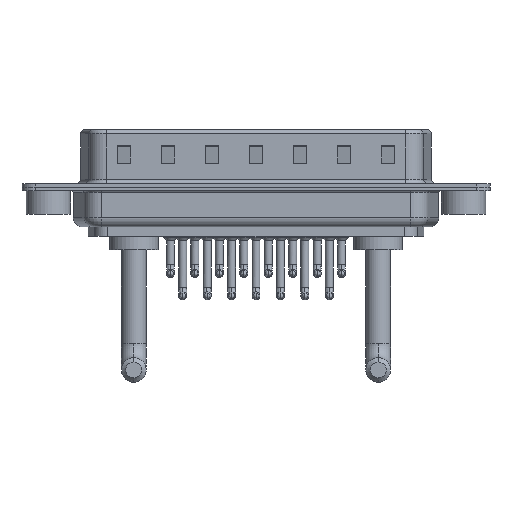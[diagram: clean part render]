
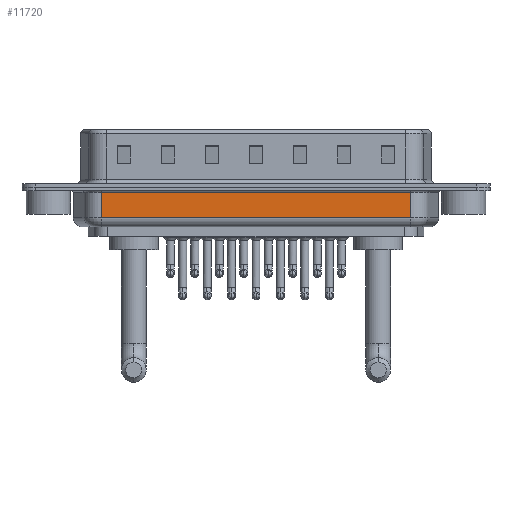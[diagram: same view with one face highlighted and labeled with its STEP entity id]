
A CAD part, front view. The second image highlights one B-rep face of the part: STEP entity #11720.
In plain terms, the highlighted planar face has unit normal (0, -1, 0).
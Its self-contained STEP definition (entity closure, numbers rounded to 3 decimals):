
#20 = EDGE_LOOP ( 'NONE', ( #20090, #11890, #12458, #2291 ) ) ;
#438 = VERTEX_POINT ( 'NONE', #11707 ) ;
#513 = DIRECTION ( 'NONE',  ( 0., 0., 1. ) ) ;
#686 = CARTESIAN_POINT ( 'NONE',  ( 41.044, -5.35, -0.65 ) ) ;
#2138 = FACE_OUTER_BOUND ( 'NONE', #20, .T. ) ;
#2291 = ORIENTED_EDGE ( 'NONE', *, *, #20219, .T. ) ;
#3527 = LINE ( 'NONE', #21517, #16689 ) ;
#3636 = DIRECTION ( 'NONE',  ( 0., 0., 1. ) ) ;
#4016 = DIRECTION ( 'NONE',  ( -1., 0., 0. ) ) ;
#4331 = CARTESIAN_POINT ( 'NONE',  ( 41.044, -5.35, -3.5 ) ) ;
#5077 = VERTEX_POINT ( 'NONE', #23043 ) ;
#5403 = DIRECTION ( 'NONE',  ( 0., 0., 1. ) ) ;
#5515 = CARTESIAN_POINT ( 'NONE',  ( 6.006, -5.35, -4.5 ) ) ;
#6402 = DIRECTION ( 'NONE',  ( 0., 1., 0. ) ) ;
#7147 = LINE ( 'NONE', #9145, #7482 ) ;
#7482 = VECTOR ( 'NONE', #5403, 1000. ) ;
#7611 = VERTEX_POINT ( 'NONE', #686 ) ;
#8792 = AXIS2_PLACEMENT_3D ( 'NONE', #15889, #6402, #513 ) ;
#9145 = CARTESIAN_POINT ( 'NONE',  ( 41.044, -5.35, -4.5 ) ) ;
#9416 = DIRECTION ( 'NONE',  ( 1., 0., 0. ) ) ;
#9652 = LINE ( 'NONE', #19065, #18459 ) ;
#10816 = VERTEX_POINT ( 'NONE', #4331 ) ;
#11707 = CARTESIAN_POINT ( 'NONE',  ( 6.006, -5.35, -3.5 ) ) ;
#11720 = ADVANCED_FACE ( 'NONE', ( #2138 ), #21297, .F. ) ;
#11890 = ORIENTED_EDGE ( 'NONE', *, *, #12928, .T. ) ;
#12458 = ORIENTED_EDGE ( 'NONE', *, *, #20131, .T. ) ;
#12928 = EDGE_CURVE ( 'NONE', #438, #10816, #9652, .T. ) ;
#15889 = CARTESIAN_POINT ( 'NONE',  ( 6.006, -5.35, -4.5 ) ) ;
#16689 = VECTOR ( 'NONE', #4016, 1000. ) ;
#18459 = VECTOR ( 'NONE', #9416, 1000. ) ;
#19065 = CARTESIAN_POINT ( 'NONE',  ( 6.006, -5.35, -3.5 ) ) ;
#19150 = LINE ( 'NONE', #5515, #21172 ) ;
#20090 = ORIENTED_EDGE ( 'NONE', *, *, #22847, .F. ) ;
#20131 = EDGE_CURVE ( 'NONE', #10816, #7611, #7147, .T. ) ;
#20219 = EDGE_CURVE ( 'NONE', #7611, #5077, #3527, .T. ) ;
#21172 = VECTOR ( 'NONE', #3636, 1000. ) ;
#21297 = PLANE ( 'NONE',  #8792 ) ;
#21517 = CARTESIAN_POINT ( 'NONE',  ( 6.006, -5.35, -0.65 ) ) ;
#22847 = EDGE_CURVE ( 'NONE', #438, #5077, #19150, .T. ) ;
#23043 = CARTESIAN_POINT ( 'NONE',  ( 6.006, -5.35, -0.65 ) ) ;
